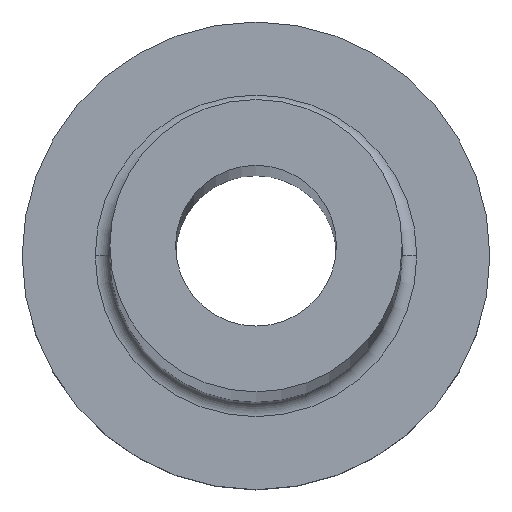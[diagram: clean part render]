
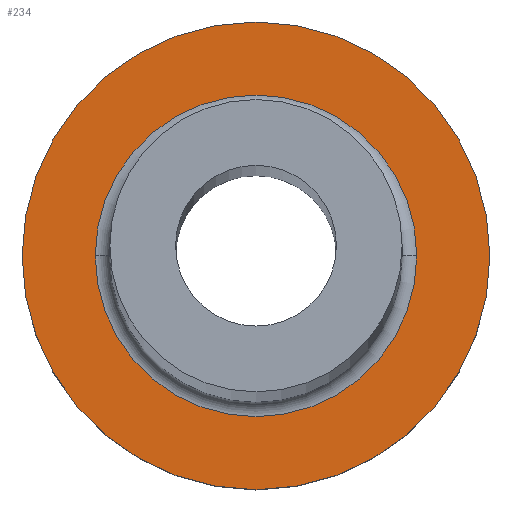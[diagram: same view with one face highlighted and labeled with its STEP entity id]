
A CAD part, top view. The second image highlights one B-rep face of the part: STEP entity #234.
In plain terms, the highlighted planar face has unit normal (0, 0, 1).
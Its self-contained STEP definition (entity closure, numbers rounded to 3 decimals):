
#18 = CIRCLE ( 'NONE', #311, 5.5 ) ;
#21 = CARTESIAN_POINT ( 'NONE',  ( 0., 0., 5. ) ) ;
#24 = AXIS2_PLACEMENT_3D ( 'NONE', #350, #260, #265 ) ;
#34 = ORIENTED_EDGE ( 'NONE', *, *, #362, .T. ) ;
#60 = CARTESIAN_POINT ( 'NONE',  ( 0., 0., 5. ) ) ;
#63 = VERTEX_POINT ( 'NONE', #196 ) ;
#66 = EDGE_LOOP ( 'NONE', ( #161, #34 ) ) ;
#70 = CIRCLE ( 'NONE', #24, 5.5 ) ;
#82 = CARTESIAN_POINT ( 'NONE',  ( 8., 0., 5. ) ) ;
#95 = EDGE_CURVE ( 'NONE', #157, #103, #318, .T. ) ;
#103 = VERTEX_POINT ( 'NONE', #82 ) ;
#107 = VERTEX_POINT ( 'NONE', #173 ) ;
#114 = CARTESIAN_POINT ( 'NONE',  ( 0., 0., 5. ) ) ;
#116 = DIRECTION ( 'NONE',  ( 1., 0., 0. ) ) ;
#117 = FACE_OUTER_BOUND ( 'NONE', #264, .T. ) ;
#146 = DIRECTION ( 'NONE',  ( 1., 0., 0. ) ) ;
#157 = VERTEX_POINT ( 'NONE', #227 ) ;
#160 = ORIENTED_EDGE ( 'NONE', *, *, #95, .T. ) ;
#161 = ORIENTED_EDGE ( 'NONE', *, *, #207, .T. ) ;
#165 = AXIS2_PLACEMENT_3D ( 'NONE', #114, #371, #116 ) ;
#173 = CARTESIAN_POINT ( 'NONE',  ( -5.5, 0., 5. ) ) ;
#177 = AXIS2_PLACEMENT_3D ( 'NONE', #21, #342, #146 ) ;
#196 = CARTESIAN_POINT ( 'NONE',  ( 5.5, 0., 5. ) ) ;
#207 = EDGE_CURVE ( 'NONE', #63, #107, #18, .T. ) ;
#215 = AXIS2_PLACEMENT_3D ( 'NONE', #60, #233, #287 ) ;
#227 = CARTESIAN_POINT ( 'NONE',  ( -8., 0., 5. ) ) ;
#228 = DIRECTION ( 'NONE',  ( 0., 0., -1. ) ) ;
#230 = DIRECTION ( 'NONE',  ( 1., 0., 0. ) ) ;
#231 = CIRCLE ( 'NONE', #215, 8. ) ;
#233 = DIRECTION ( 'NONE',  ( 0., 0., 1. ) ) ;
#234 = ADVANCED_FACE ( 'NONE', ( #308, #117 ), #370, .T. ) ;
#260 = DIRECTION ( 'NONE',  ( 0., 0., -1. ) ) ;
#264 = EDGE_LOOP ( 'NONE', ( #160, #277 ) ) ;
#265 = DIRECTION ( 'NONE',  ( 1., 0., 0. ) ) ;
#277 = ORIENTED_EDGE ( 'NONE', *, *, #289, .T. ) ;
#287 = DIRECTION ( 'NONE',  ( 1., 0., 0. ) ) ;
#289 = EDGE_CURVE ( 'NONE', #103, #157, #231, .T. ) ;
#308 = FACE_BOUND ( 'NONE', #66, .T. ) ;
#311 = AXIS2_PLACEMENT_3D ( 'NONE', #369, #228, #230 ) ;
#318 = CIRCLE ( 'NONE', #165, 8. ) ;
#342 = DIRECTION ( 'NONE',  ( 0., 0., 1. ) ) ;
#350 = CARTESIAN_POINT ( 'NONE',  ( 0., 0., 5. ) ) ;
#362 = EDGE_CURVE ( 'NONE', #107, #63, #70, .T. ) ;
#369 = CARTESIAN_POINT ( 'NONE',  ( 0., 0., 5. ) ) ;
#370 = PLANE ( 'NONE',  #177 ) ;
#371 = DIRECTION ( 'NONE',  ( 0., 0., 1. ) ) ;
